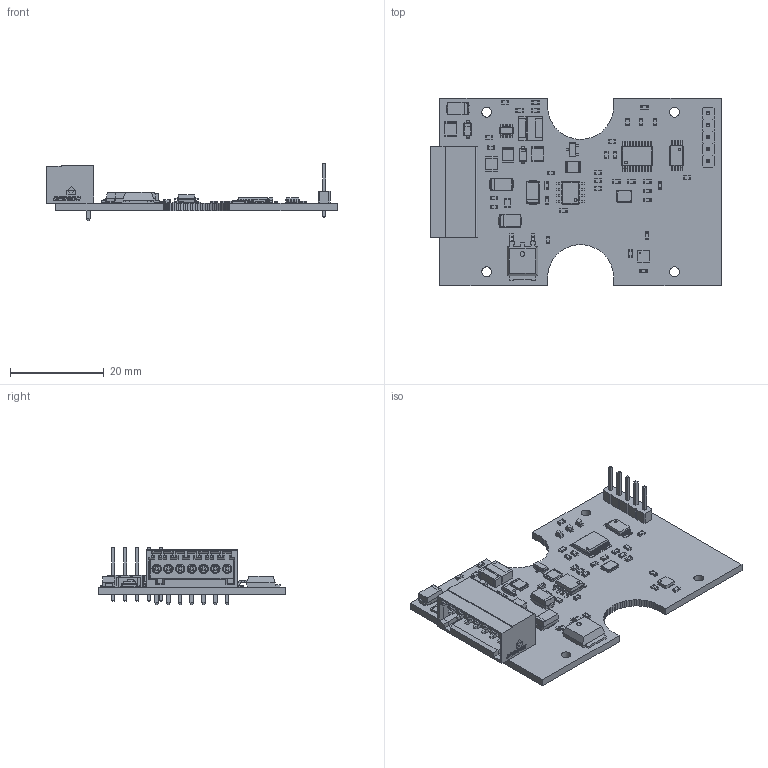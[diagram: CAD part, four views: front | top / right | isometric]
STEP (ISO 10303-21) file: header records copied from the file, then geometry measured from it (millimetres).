
FILE_DESCRIPTION(('KiCad electronic assembly'),'2;1');
FILE_NAME('Temperature_contoller.step','2024-12-24T18:41:38',('Pcbnew'), ('Kicad'),'Open CASCADE STEP processor 7.7','KiCad to STEP converter', 'Unknown');
FILE_SCHEMA(('AUTOMOTIVE_DESIGN { 1 0 10303 214 1 1 1 1 }'));
Length unit declared in the file: millimetre
Products named in the file (38): Temperature_contoller 1; R_1210_3225Metric; SOLID; R_0603_1608Metric; IND_TAIYO_NRS5020_TAY; COMPOUND; PinHeader_1x05_P2.54mm_Vertical; D_SMA; SOT-23; L_0603_1608Metric; LED_0603_1608Metric; Crystal_SMD_3225-4Pin_3.2x2.5mm; TSSOP-20_4.4x6.5mm_P0.65mm; TO-252-2; D_SOD-123; SOIC-8_3.9x4.9mm_P1.27mm; TSSOP-8_4.4x3mm_P0.65mm; Bosch_LGA-8_2.5x2.5mm_P0.65mm_ClockwisePinNumbering; R_0805_2012Metric; 15EDGRC-2.5-07P-14-00A(H); SOT-23-6; Temperature_contoller PCB
Assembly tree (75 placements, depth 3):
  Temperature_contoller 1
    R_1210_3225Metric  x5
      SOLID
    R_0603_1608Metric  x28
      SOLID
    IND_TAIYO_NRS5020_TAY
      COMPOUND
    PinHeader_1x05_P2.54mm_Vertical
      SOLID
    D_SMA  x4
      SOLID
    SOT-23
      SOLID
    L_0603_1608Metric  x2
      SOLID
    LED_0603_1608Metric  x3
      SOLID
    Crystal_SMD_3225-4Pin_3.2x2.5mm
      SOLID
    TSSOP-20_4.4x6.5mm_P0.65mm
      SOLID
    TO-252-2
      COMPOUND
    D_SOD-123  x2
      SOLID
    SOIC-8_3.9x4.9mm_P1.27mm
      SOLID
    TSSOP-8_4.4x3mm_P0.65mm
      SOLID
    Bosch_LGA-8_2.5x2.5mm_P0.65mm_ClockwisePinNumbering
      SOLID
    R_0805_2012Metric
      SOLID
    15EDGRC-2.5-07P-14-00A(H)
      SOLID
    SOT-23-6
      SOLID
    Temperature_contoller PCB
Bounding box: 61.96 x 40 x 12.34 mm (x, y, z)
Volume: 5005.1 mm3; surface area: 7977.1 mm2
Topology: 64 solids, 71 shells, 3401 faces, 8876 edges, 5678 vertices
Faces by surface type: plane 2552, cylinder 578, bspline 257, torus 7, cone 7
Full cylindrical faces by diameter (mm): 0.2 x1, 0.5 x2, 0.6 x1, 1 x6, 1.4 x7, 2.1 x4
Entity records: 157161 total; most frequent: CARTESIAN_POINT 27638, DIRECTION 21828, LINE 16056, VECTOR 16056, ORIENTED_EDGE 11912, PCURVE 11912, DEFINITIONAL_REPRESENTATION 11912, EDGE_CURVE 5956
